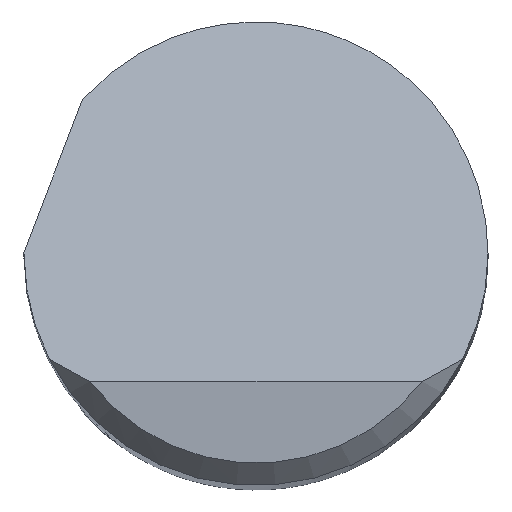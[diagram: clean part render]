
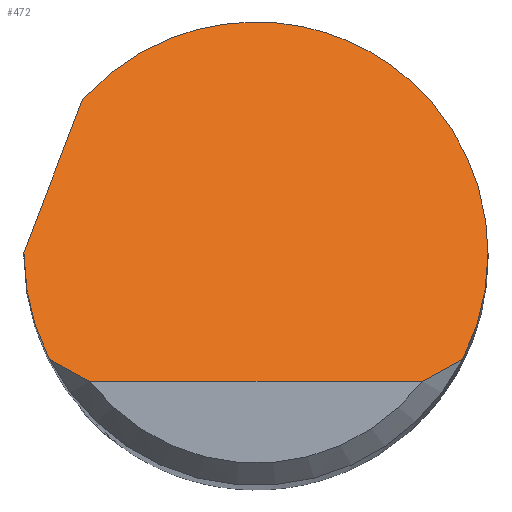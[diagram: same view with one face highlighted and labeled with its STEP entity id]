
A CAD part, top view. The second image highlights one B-rep face of the part: STEP entity #472.
In plain terms, the highlighted planar face has unit normal (0, 0.707, 0.707).
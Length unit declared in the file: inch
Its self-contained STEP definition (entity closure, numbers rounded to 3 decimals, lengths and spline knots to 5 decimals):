
#4 = EDGE_CURVE ( 'NONE', #569, #643, #905, .T. ) ;
#7 = VERTEX_POINT ( 'NONE', #584 ) ;
#36 = CARTESIAN_POINT ( 'NONE',  ( 0.13906, -0.07125, 1.985 ) ) ;
#54 = CARTESIAN_POINT ( 'NONE',  ( -0.15625, 0.00033, 1.91342 ) ) ;
#67 = CARTESIAN_POINT ( 'NONE',  ( -0.11186, -0.08625, 2. ) ) ;
#69 = CARTESIAN_POINT ( 'NONE',  ( -0.11186, -0.08625, 2. ) ) ;
#86 = VECTOR ( 'NONE', #114, 39.37008 ) ;
#95 = ORIENTED_EDGE ( 'NONE', *, *, #380, .F. ) ;
#114 = DIRECTION ( 'NONE',  ( 1., 0., 0. ) ) ;
#130 =( BOUNDED_CURVE ( )  B_SPLINE_CURVE ( 3, ( #445, #54, #307, #602 ),
 .UNSPECIFIED., .F., .F. ) 
 B_SPLINE_CURVE_WITH_KNOTS ( ( 4, 4 ),
 ( 4.71239, 4.71879 ),
 .UNSPECIFIED. ) 
 CURVE ( )  GEOMETRIC_REPRESENTATION_ITEM ( )  RATIONAL_B_SPLINE_CURVE ( ( 1., 1., 1., 1. ) ) 
 REPRESENTATION_ITEM ( '' )  );
#134 = CARTESIAN_POINT ( 'NONE',  ( 0.15625, 0.17085, 1.7429 ) ) ;
#142 = EDGE_CURVE ( 'NONE', #704, #283, #356, .T. ) ;
#144 = DIRECTION ( 'NONE',  ( 0.262, 0.682, -0.682 ) ) ;
#161 =( BOUNDED_CURVE ( )  B_SPLINE_CURVE ( 3, ( #338, #484, #835, #322 ),
 .UNSPECIFIED., .F., .F. ) 
 B_SPLINE_CURVE_WITH_KNOTS ( ( 4, 4 ),
 ( 1.5708, 2.04429 ),
 .UNSPECIFIED. ) 
 CURVE ( )  GEOMETRIC_REPRESENTATION_ITEM ( )  RATIONAL_B_SPLINE_CURVE ( ( 1., 0.981, 0.981, 1. ) ) 
 REPRESENTATION_ITEM ( '' )  );
#191 = CARTESIAN_POINT ( 'NONE',  ( -0.15625, 0.001, 1.91275 ) ) ;
#205 = CARTESIAN_POINT ( 'NONE',  ( -0.12131, -0.0816, 1.99535 ) ) ;
#213 = CARTESIAN_POINT ( 'NONE',  ( -0.15625, -0.08625, 2. ) ) ;
#223 = CARTESIAN_POINT ( 'NONE',  ( -0.18741, -0.08028, 1.99403 ) ) ;
#249 = EDGE_CURVE ( 'NONE', #643, #7, #161, .T. ) ;
#253 = CARTESIAN_POINT ( 'NONE',  ( 0.11186, -0.08625, 2. ) ) ;
#264 = ORIENTED_EDGE ( 'NONE', *, *, #349, .F. ) ;
#281 = B_SPLINE_CURVE_WITH_KNOTS ( 'NONE', 3,
 ( #253, #628, #751, #36 ),
 .UNSPECIFIED., .F., .F.,
 ( 4, 4 ),
 ( 0., 0.00088 ),
 .UNSPECIFIED. ) ;
#283 = VERTEX_POINT ( 'NONE', #619 ) ;
#284 = EDGE_CURVE ( 'NONE', #745, #609, #540, .T. ) ;
#287 = VERTEX_POINT ( 'NONE', #191 ) ;
#307 = CARTESIAN_POINT ( 'NONE',  ( -0.15625, 0.00067, 1.91308 ) ) ;
#322 = CARTESIAN_POINT ( 'NONE',  ( 0.13906, -0.07125, 1.985 ) ) ;
#330 = ORIENTED_EDGE ( 'NONE', *, *, #249, .F. ) ;
#338 = CARTESIAN_POINT ( 'NONE',  ( 0.15625, 0., 1.91375 ) ) ;
#349 = EDGE_CURVE ( 'NONE', #287, #569, #720, .T. ) ;
#353 = CARTESIAN_POINT ( 'NONE',  ( -0.15041, -0.04909, 1.96284 ) ) ;
#356 =( BOUNDED_CURVE ( )  B_SPLINE_CURVE ( 3, ( #712, #353, #827, #814 ),
 .UNSPECIFIED., .F., .F. ) 
 B_SPLINE_CURVE_WITH_KNOTS ( ( 4, 4 ),
 ( 4.23889, 4.71239 ),
 .UNSPECIFIED. ) 
 CURVE ( )  GEOMETRIC_REPRESENTATION_ITEM ( )  RATIONAL_B_SPLINE_CURVE ( ( 1., 0.981, 0.981, 1. ) ) 
 REPRESENTATION_ITEM ( '' )  );
#366 = CARTESIAN_POINT ( 'NONE',  ( -0.13906, -0.07125, 1.985 ) ) ;
#380 = EDGE_CURVE ( 'NONE', #283, #287, #130, .T. ) ;
#407 = EDGE_CURVE ( 'NONE', #704, #745, #640, .T. ) ;
#418 = DIRECTION ( 'NONE',  ( 0., 0.707, -0.707 ) ) ;
#434 = EDGE_LOOP ( 'NONE', ( #516, #621, #330, #630, #264, #95, #649, #655 ) ) ;
#435 = CARTESIAN_POINT ( 'NONE',  ( -0.13906, -0.07125, 1.985 ) ) ;
#445 = CARTESIAN_POINT ( 'NONE',  ( -0.15625, 0., 1.91375 ) ) ;
#472 = ADVANCED_FACE ( 'NONE', ( #705 ), #492, .F. ) ;
#478 = CARTESIAN_POINT ( 'NONE',  ( -0.11687, 0.10371, 1.81004 ) ) ;
#484 = CARTESIAN_POINT ( 'NONE',  ( 0.15625, -0.02489, 1.93864 ) ) ;
#491 = CARTESIAN_POINT ( 'NONE',  ( -0.11687, 0.10371, 1.81004 ) ) ;
#492 = PLANE ( 'NONE',  #901 ) ;
#516 = ORIENTED_EDGE ( 'NONE', *, *, #284, .T. ) ;
#517 = EDGE_CURVE ( 'NONE', #609, #7, #281, .T. ) ;
#540 = LINE ( 'NONE', #761, #86 ) ;
#563 = CARTESIAN_POINT ( 'NONE',  ( 0.15625, 0., 1.91375 ) ) ;
#569 = VERTEX_POINT ( 'NONE', #478 ) ;
#584 = CARTESIAN_POINT ( 'NONE',  ( 0.13906, -0.07125, 1.985 ) ) ;
#602 = CARTESIAN_POINT ( 'NONE',  ( -0.15625, 0.001, 1.91275 ) ) ;
#609 = VERTEX_POINT ( 'NONE', #935 ) ;
#619 = CARTESIAN_POINT ( 'NONE',  ( -0.15625, 0., 1.91375 ) ) ;
#621 = ORIENTED_EDGE ( 'NONE', *, *, #517, .T. ) ;
#628 = CARTESIAN_POINT ( 'NONE',  ( 0.12131, -0.0816, 1.99535 ) ) ;
#630 = ORIENTED_EDGE ( 'NONE', *, *, #4, .F. ) ;
#640 = B_SPLINE_CURVE_WITH_KNOTS ( 'NONE', 3,
 ( #435, #884, #205, #67 ),
 .UNSPECIFIED., .F., .F.,
 ( 4, 4 ),
 ( 0., 0.00088 ),
 .UNSPECIFIED. ) ;
#643 = VERTEX_POINT ( 'NONE', #563 ) ;
#649 = ORIENTED_EDGE ( 'NONE', *, *, #142, .F. ) ;
#655 = ORIENTED_EDGE ( 'NONE', *, *, #407, .T. ) ;
#704 = VERTEX_POINT ( 'NONE', #366 ) ;
#705 = FACE_OUTER_BOUND ( 'NONE', #434, .T. ) ;
#712 = CARTESIAN_POINT ( 'NONE',  ( -0.13906, -0.07125, 1.985 ) ) ;
#720 = LINE ( 'NONE', #223, #775 ) ;
#745 = VERTEX_POINT ( 'NONE', #69 ) ;
#751 = CARTESIAN_POINT ( 'NONE',  ( 0.13035, -0.07657, 1.99032 ) ) ;
#761 = CARTESIAN_POINT ( 'NONE',  ( 0., -0.08625, 2. ) ) ;
#775 = VECTOR ( 'NONE', #144, 39.37008 ) ;
#787 = CARTESIAN_POINT ( 'NONE',  ( -0.00347, 0.2315, 1.68225 ) ) ;
#789 = DIRECTION ( 'NONE',  ( 0., -0.707, -0.707 ) ) ;
#814 = CARTESIAN_POINT ( 'NONE',  ( -0.15625, 0., 1.91375 ) ) ;
#827 = CARTESIAN_POINT ( 'NONE',  ( -0.15625, -0.02489, 1.93864 ) ) ;
#835 = CARTESIAN_POINT ( 'NONE',  ( 0.15041, -0.04909, 1.96284 ) ) ;
#884 = CARTESIAN_POINT ( 'NONE',  ( -0.13035, -0.07657, 1.99032 ) ) ;
#901 = AXIS2_PLACEMENT_3D ( 'NONE', #213, #789, #418 ) ;
#905 =( BOUNDED_CURVE ( )  B_SPLINE_CURVE ( 3, ( #491, #787, #134, #939 ),
 .UNSPECIFIED., .F., .T. ) 
 B_SPLINE_CURVE_WITH_KNOTS ( ( 4, 4 ),
 ( 5.4382, 7.85398 ),
 .UNSPECIFIED. ) 
 CURVE ( )  GEOMETRIC_REPRESENTATION_ITEM ( )  RATIONAL_B_SPLINE_CURVE ( ( 1., 0.57, 0.57, 1. ) ) 
 REPRESENTATION_ITEM ( '' )  );
#935 = CARTESIAN_POINT ( 'NONE',  ( 0.11186, -0.08625, 2. ) ) ;
#939 = CARTESIAN_POINT ( 'NONE',  ( 0.15625, 0., 1.91375 ) ) ;
